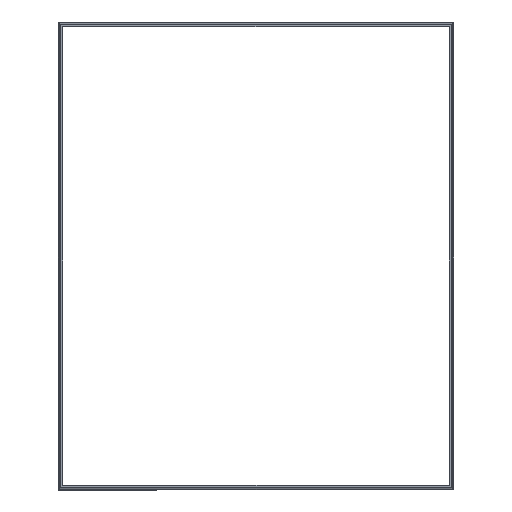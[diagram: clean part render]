
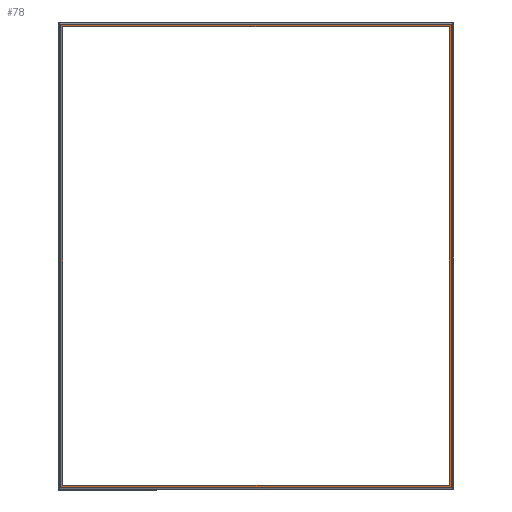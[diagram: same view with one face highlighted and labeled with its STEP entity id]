
A CAD part, top view. The second image highlights one B-rep face of the part: STEP entity #78.
In plain terms, the highlighted planar face has unit normal (0, 0, 1).
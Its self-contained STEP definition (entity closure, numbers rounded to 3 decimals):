
#7 = CARTESIAN_POINT ( 'NONE',  ( 1004.22, 21.287, -12. ) ) ;
#10 = DIRECTION ( 'NONE',  ( 1., 0., 0. ) ) ;
#17 = EDGE_CURVE ( 'NONE', #349, #263, #188, .T. ) ;
#30 = EDGE_CURVE ( 'NONE', #469, #349, #438, .T. ) ;
#37 = LINE ( 'NONE', #186, #201 ) ;
#56 = EDGE_CURVE ( 'NONE', #177, #308, #37, .T. ) ;
#63 = VERTEX_POINT ( 'NONE', #377 ) ;
#78 = ADVANCED_FACE ( 'NONE', ( #301, #105 ), #259, .F. ) ;
#87 = VECTOR ( 'NONE', #465, 1000. ) ;
#92 = DIRECTION ( 'NONE',  ( 0., 1., 0. ) ) ;
#96 = AXIS2_PLACEMENT_3D ( 'NONE', #217, #182, #370 ) ;
#99 = VERTEX_POINT ( 'NONE', #353 ) ;
#105 = FACE_OUTER_BOUND ( 'NONE', #320, .T. ) ;
#127 = CARTESIAN_POINT ( 'NONE',  ( 1004.22, 27.379, -12. ) ) ;
#135 = CARTESIAN_POINT ( 'NONE',  ( 992.621, 1172.621, -12. ) ) ;
#137 = ORIENTED_EDGE ( 'NONE', *, *, #17, .F. ) ;
#142 = EDGE_CURVE ( 'NONE', #263, #292, #273, .T. ) ;
#144 = CARTESIAN_POINT ( 'NONE',  ( 998.713, 21.287, -12. ) ) ;
#146 = CARTESIAN_POINT ( 'NONE',  ( 21.287, 15.78, -12. ) ) ;
#149 = VECTOR ( 'NONE', #92, 1000. ) ;
#160 = CARTESIAN_POINT ( 'NONE',  ( 15.78, 1178.713, -12. ) ) ;
#177 = VERTEX_POINT ( 'NONE', #241 ) ;
#179 = VECTOR ( 'NONE', #442, 1000. ) ;
#182 = DIRECTION ( 'NONE',  ( 0., 0., -1. ) ) ;
#186 = CARTESIAN_POINT ( 'NONE',  ( 15.78, 1172.621, -12. ) ) ;
#188 = LINE ( 'NONE', #146, #230 ) ;
#201 = VECTOR ( 'NONE', #225, 1000. ) ;
#209 = LINE ( 'NONE', #127, #87 ) ;
#217 = CARTESIAN_POINT ( 'NONE',  ( 27.379, 15.78, -12. ) ) ;
#224 = CARTESIAN_POINT ( 'NONE',  ( 998.713, 1184.22, -12. ) ) ;
#225 = DIRECTION ( 'NONE',  ( 1., 0., 0. ) ) ;
#230 = VECTOR ( 'NONE', #340, 1000. ) ;
#231 = EDGE_CURVE ( 'NONE', #99, #63, #209, .T. ) ;
#238 = EDGE_CURVE ( 'NONE', #63, #177, #397, .T. ) ;
#241 = CARTESIAN_POINT ( 'NONE',  ( 27.379, 1172.621, -12. ) ) ;
#242 = CARTESIAN_POINT ( 'NONE',  ( 998.713, 1178.713, -12. ) ) ;
#243 = ORIENTED_EDGE ( 'NONE', *, *, #30, .F. ) ;
#258 = LINE ( 'NONE', #224, #272 ) ;
#259 = PLANE ( 'NONE',  #96 ) ;
#263 = VERTEX_POINT ( 'NONE', #332 ) ;
#272 = VECTOR ( 'NONE', #440, 1000. ) ;
#273 = LINE ( 'NONE', #160, #448 ) ;
#287 = EDGE_LOOP ( 'NONE', ( #432, #326, #415, #388 ) ) ;
#292 = VERTEX_POINT ( 'NONE', #242 ) ;
#298 = ORIENTED_EDGE ( 'NONE', *, *, #420, .F. ) ;
#301 = FACE_BOUND ( 'NONE', #287, .T. ) ;
#307 = CARTESIAN_POINT ( 'NONE',  ( 992.621, 1184.22, -12. ) ) ;
#308 = VERTEX_POINT ( 'NONE', #135 ) ;
#311 = DIRECTION ( 'NONE',  ( -1., 0., 0. ) ) ;
#320 = EDGE_LOOP ( 'NONE', ( #137, #243, #298, #330 ) ) ;
#326 = ORIENTED_EDGE ( 'NONE', *, *, #231, .T. ) ;
#330 = ORIENTED_EDGE ( 'NONE', *, *, #142, .F. ) ;
#332 = CARTESIAN_POINT ( 'NONE',  ( 21.287, 1178.713, -12. ) ) ;
#340 = DIRECTION ( 'NONE',  ( 0., 1., 0. ) ) ;
#349 = VERTEX_POINT ( 'NONE', #362 ) ;
#353 = CARTESIAN_POINT ( 'NONE',  ( 992.621, 27.379, -12. ) ) ;
#358 = VECTOR ( 'NONE', #311, 1000. ) ;
#362 = CARTESIAN_POINT ( 'NONE',  ( 21.287, 21.287, -12. ) ) ;
#370 = DIRECTION ( 'NONE',  ( -1., 0., 0. ) ) ;
#374 = LINE ( 'NONE', #307, #179 ) ;
#377 = CARTESIAN_POINT ( 'NONE',  ( 27.379, 27.379, -12. ) ) ;
#388 = ORIENTED_EDGE ( 'NONE', *, *, #56, .T. ) ;
#397 = LINE ( 'NONE', #400, #149 ) ;
#400 = CARTESIAN_POINT ( 'NONE',  ( 27.379, 15.78, -12. ) ) ;
#415 = ORIENTED_EDGE ( 'NONE', *, *, #238, .T. ) ;
#420 = EDGE_CURVE ( 'NONE', #292, #469, #258, .T. ) ;
#432 = ORIENTED_EDGE ( 'NONE', *, *, #476, .T. ) ;
#438 = LINE ( 'NONE', #7, #358 ) ;
#440 = DIRECTION ( 'NONE',  ( 0., -1., 0. ) ) ;
#442 = DIRECTION ( 'NONE',  ( 0., -1., 0. ) ) ;
#448 = VECTOR ( 'NONE', #10, 1000. ) ;
#465 = DIRECTION ( 'NONE',  ( -1., 0., 0. ) ) ;
#469 = VERTEX_POINT ( 'NONE', #144 ) ;
#476 = EDGE_CURVE ( 'NONE', #308, #99, #374, .T. ) ;
